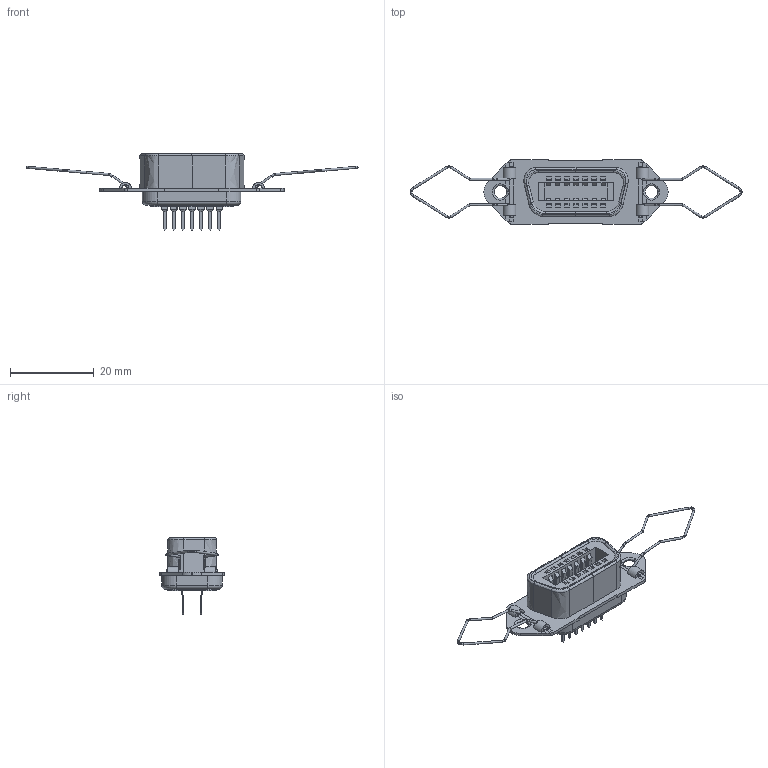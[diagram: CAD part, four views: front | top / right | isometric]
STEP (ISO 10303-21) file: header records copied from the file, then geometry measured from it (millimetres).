
FILE_DESCRIPTION(('FreeCAD Model'),'2;1');
FILE_NAME('Open CASCADE Shape Model','2022-07-25T23:14:11',('Doomn00b'), (''),'Open CASCADE STEP processor 7.6','FreeCAD','Unknown');
FILE_SCHEMA(('AUTOMOTIVE_DESIGN { 1 0 10303 214 1 1 1 1 }'));
Length unit declared in the file: millimetre
Products named in the file (10): Norcomp_111_014_213L001; Plastic-insert; chassis-metal; pins-top; base-pin; pins-bot; Handles; fused-handle-tubes; Handle Left; Handle Right
Assembly tree (15 placements, depth 3):
  Norcomp_111_014_213L001
    Plastic-insert
    chassis-metal
    pins-top
      base-pin  x7
    pins-bot
    Handles
      fused-handle-tubes
      Handle Left
      Handle Right
Bounding box: 79.11 x 15.3 x 18.2 mm (x, y, z)
Volume: 2894.5 mm3; surface area: 5733.8 mm2
Topology: 19 solids, 19 shells, 1302 faces, 3538 edges, 2162 vertices
Faces by surface type: plane 966, cylinder 222, revolution 75, torus 19, extrusion 10, bspline 10
Full cylindrical faces by diameter (mm): 0.5 x72, 3.05 x2
Entity records: 33115 total; most frequent: CARTESIAN_POINT 7016, ORIENTED_EDGE 5384, DIRECTION 5324, EDGE_CURVE 2692, VECTOR 2103, LINE 2093, VERTEX_POINT 1694, AXIS2_PLACEMENT_3D 1573
